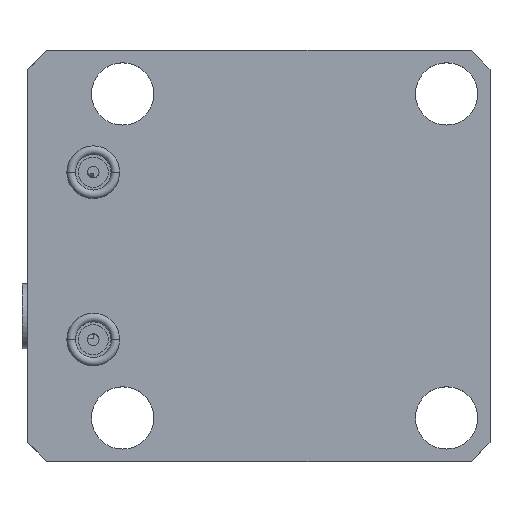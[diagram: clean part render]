
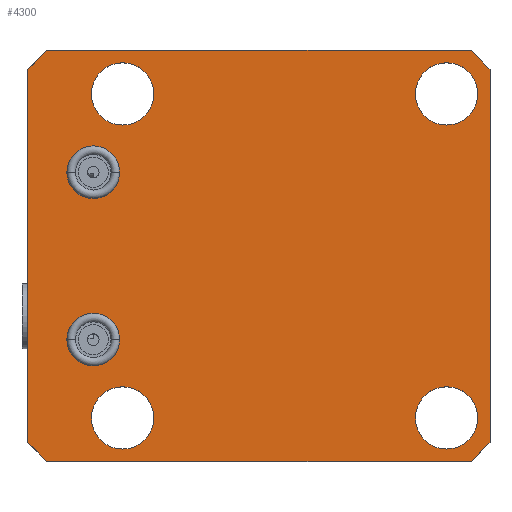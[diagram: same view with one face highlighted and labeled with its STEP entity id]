
A CAD part, top view. The second image highlights one B-rep face of the part: STEP entity #4300.
In plain terms, the highlighted planar face has unit normal (0, 0, 1).
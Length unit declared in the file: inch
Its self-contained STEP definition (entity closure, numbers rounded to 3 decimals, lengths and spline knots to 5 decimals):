
#1493=CARTESIAN_POINT('',(1.38,-1.38,0.985));
#1494=DIRECTION('',(0.,0.,-1.));
#1495=DIRECTION('',(1.,0.,0.));
#1496=AXIS2_PLACEMENT_3D('',#1493,#1494,#1495);
#1501=CARTESIAN_POINT('',(1.38,-1.38,0.985));
#1502=DIRECTION('',(0.,0.,-1.));
#1503=DIRECTION('',(-1.,0.,0.));
#1504=AXIS2_PLACEMENT_3D('',#1501,#1502,#1503);
#1509=CARTESIAN_POINT('',(1.38,1.38,0.985));
#1510=DIRECTION('',(0.,0.,-1.));
#1511=DIRECTION('',(1.,0.,0.));
#1512=AXIS2_PLACEMENT_3D('',#1509,#1510,#1511);
#1517=CARTESIAN_POINT('',(1.38,1.38,0.985));
#1518=DIRECTION('',(0.,0.,-1.));
#1519=DIRECTION('',(-1.,0.,0.));
#1520=AXIS2_PLACEMENT_3D('',#1517,#1518,#1519);
#1525=CARTESIAN_POINT('',(-1.38,-1.38,0.985));
#1526=DIRECTION('',(0.,0.,-1.));
#1527=DIRECTION('',(1.,0.,0.));
#1528=AXIS2_PLACEMENT_3D('',#1525,#1526,#1527);
#1533=CARTESIAN_POINT('',(-1.38,-1.38,0.985));
#1534=DIRECTION('',(0.,0.,-1.));
#1535=DIRECTION('',(-1.,0.,0.));
#1536=AXIS2_PLACEMENT_3D('',#1533,#1534,#1535);
#1541=CARTESIAN_POINT('',(-1.38,1.38,0.985));
#1542=DIRECTION('',(0.,0.,-1.));
#1543=DIRECTION('',(1.,0.,0.));
#1544=AXIS2_PLACEMENT_3D('',#1541,#1542,#1543);
#1549=CARTESIAN_POINT('',(-1.38,1.38,0.985));
#1550=DIRECTION('',(0.,0.,-1.));
#1551=DIRECTION('',(-1.,0.,0.));
#1552=AXIS2_PLACEMENT_3D('',#1549,#1550,#1551);
#1557=CARTESIAN_POINT('',(-1.63,-0.713,0.985));
#1558=DIRECTION('',(0.,0.,1.));
#1559=DIRECTION('',(-1.,0.,0.));
#1560=AXIS2_PLACEMENT_3D('',#1557,#1558,#1559);
#1565=CARTESIAN_POINT('',(-1.63,-0.713,0.985));
#1566=DIRECTION('',(0.,0.,1.));
#1567=DIRECTION('',(1.,0.,0.));
#1568=AXIS2_PLACEMENT_3D('',#1565,#1566,#1567);
#1573=CARTESIAN_POINT('',(-1.63,0.713,0.985));
#1574=DIRECTION('',(0.,0.,1.));
#1575=DIRECTION('',(-1.,0.,0.));
#1576=AXIS2_PLACEMENT_3D('',#1573,#1574,#1575);
#1581=CARTESIAN_POINT('',(-1.63,0.713,0.985));
#1582=DIRECTION('',(0.,0.,1.));
#1583=DIRECTION('',(1.,0.,0.));
#1584=AXIS2_PLACEMENT_3D('',#1581,#1582,#1583);
#1589=DIRECTION('',(0.,-1.,0.));
#1590=VECTOR('',#1589,3.18);
#1591=CARTESIAN_POINT('',(-2.187,1.59,0.985));
#1592=LINE('',#1591,#1590);
#1596=DIRECTION('',(-0.707,-0.707,0.));
#1597=VECTOR('',#1596,0.22627);
#1598=CARTESIAN_POINT('',(-2.027,1.75,0.985));
#1599=LINE('',#1598,#1597);
#1603=DIRECTION('',(-1.,0.,0.));
#1604=VECTOR('',#1603,3.617);
#1605=CARTESIAN_POINT('',(1.59,1.75,0.985));
#1606=LINE('',#1605,#1604);
#1610=DIRECTION('',(-0.707,0.707,0.));
#1611=VECTOR('',#1610,0.22627);
#1612=CARTESIAN_POINT('',(1.75,1.59,0.985));
#1613=LINE('',#1612,#1611);
#1617=DIRECTION('',(0.,1.,0.));
#1618=VECTOR('',#1617,3.18);
#1619=CARTESIAN_POINT('',(1.75,-1.59,0.985));
#1620=LINE('',#1619,#1618);
#1624=DIRECTION('',(0.707,0.707,0.));
#1625=VECTOR('',#1624,0.22627);
#1626=CARTESIAN_POINT('',(1.59,-1.75,0.985));
#1627=LINE('',#1626,#1625);
#1631=DIRECTION('',(1.,0.,0.));
#1632=VECTOR('',#1631,3.617);
#1633=CARTESIAN_POINT('',(-2.027,-1.75,0.985));
#1634=LINE('',#1633,#1632);
#1638=DIRECTION('',(0.707,-0.707,0.));
#1639=VECTOR('',#1638,0.22627);
#1640=CARTESIAN_POINT('',(-2.187,-1.59,0.985));
#1641=LINE('',#1640,#1639);
#2547=CARTESIAN_POINT('',(-2.187,1.59,0.985));
#2548=CARTESIAN_POINT('',(-2.187,-1.59,0.985));
#2549=VERTEX_POINT('',#2547);
#2550=VERTEX_POINT('',#2548);
#2551=CARTESIAN_POINT('',(-2.027,-1.75,0.985));
#2552=CARTESIAN_POINT('',(1.59,-1.75,0.985));
#2553=VERTEX_POINT('',#2551);
#2554=VERTEX_POINT('',#2552);
#2555=CARTESIAN_POINT('',(1.75,-1.59,0.985));
#2556=CARTESIAN_POINT('',(1.75,1.59,0.985));
#2557=VERTEX_POINT('',#2555);
#2558=VERTEX_POINT('',#2556);
#2559=CARTESIAN_POINT('',(1.59,1.75,0.985));
#2560=CARTESIAN_POINT('',(-2.027,1.75,0.985));
#2561=VERTEX_POINT('',#2559);
#2562=VERTEX_POINT('',#2560);
#2587=CARTESIAN_POINT('',(1.6455,-1.38,0.985));
#2588=CARTESIAN_POINT('',(1.1145,-1.38,0.985));
#2589=VERTEX_POINT('',#2587);
#2590=VERTEX_POINT('',#2588);
#2651=CARTESIAN_POINT('',(-1.8545,-0.713,0.985));
#2652=CARTESIAN_POINT('',(-1.4055,-0.713,0.985));
#2653=VERTEX_POINT('',#2651);
#2654=VERTEX_POINT('',#2652);
#2655=CARTESIAN_POINT('',(-1.8545,0.713,0.985));
#2656=CARTESIAN_POINT('',(-1.4055,0.713,0.985));
#2657=VERTEX_POINT('',#2655);
#2658=VERTEX_POINT('',#2656);
#2742=CARTESIAN_POINT('',(1.6455,1.38,0.985));
#2743=CARTESIAN_POINT('',(1.1145,1.38,0.985));
#2744=VERTEX_POINT('',#2742);
#2745=VERTEX_POINT('',#2743);
#2746=CARTESIAN_POINT('',(-1.1145,-1.38,0.985));
#2747=CARTESIAN_POINT('',(-1.6455,-1.38,0.985));
#2748=VERTEX_POINT('',#2746);
#2749=VERTEX_POINT('',#2747);
#2750=CARTESIAN_POINT('',(-1.1145,1.38,0.985));
#2751=CARTESIAN_POINT('',(-1.6455,1.38,0.985));
#2752=VERTEX_POINT('',#2750);
#2753=VERTEX_POINT('',#2751);
#4245=CARTESIAN_POINT('',(0.,0.,0.985));
#4246=DIRECTION('',(0.,0.,1.));
#4247=DIRECTION('',(1.,0.,0.));
#4248=AXIS2_PLACEMENT_3D('',#4245,#4246,#4247);
#4249=PLANE('',#4248);
#4250=ORIENTED_EDGE('',*,*,#3735,.F.);
#4252=ORIENTED_EDGE('',*,*,#4251,.F.);
#4254=ORIENTED_EDGE('',*,*,#4253,.F.);
#4256=ORIENTED_EDGE('',*,*,#4255,.F.);
#4258=ORIENTED_EDGE('',*,*,#4257,.F.);
#4260=ORIENTED_EDGE('',*,*,#4259,.F.);
#4262=ORIENTED_EDGE('',*,*,#4261,.F.);
#4263=ORIENTED_EDGE('',*,*,#3720,.F.);
#4264=EDGE_LOOP('',(#4250,#4252,#4254,#4256,#4258,#4260,#4262,#4263));
#4265=FACE_OUTER_BOUND('',#4264,.F.);
#4267=ORIENTED_EDGE('',*,*,#4266,.F.);
#4269=ORIENTED_EDGE('',*,*,#4268,.F.);
#4270=EDGE_LOOP('',(#4267,#4269));
#4271=FACE_BOUND('',#4270,.F.);
#4273=ORIENTED_EDGE('',*,*,#4272,.F.);
#4275=ORIENTED_EDGE('',*,*,#4274,.F.);
#4276=EDGE_LOOP('',(#4273,#4275));
#4277=FACE_BOUND('',#4276,.F.);
#4279=ORIENTED_EDGE('',*,*,#4278,.F.);
#4281=ORIENTED_EDGE('',*,*,#4280,.F.);
#4282=EDGE_LOOP('',(#4279,#4281));
#4283=FACE_BOUND('',#4282,.F.);
#4285=ORIENTED_EDGE('',*,*,#4284,.F.);
#4287=ORIENTED_EDGE('',*,*,#4286,.F.);
#4288=EDGE_LOOP('',(#4285,#4287));
#4289=FACE_BOUND('',#4288,.F.);
#4290=ORIENTED_EDGE('',*,*,#4103,.T.);
#4291=ORIENTED_EDGE('',*,*,#4136,.T.);
#4292=EDGE_LOOP('',(#4290,#4291));
#4293=FACE_BOUND('',#4292,.F.);
#4295=ORIENTED_EDGE('',*,*,#4294,.T.);
#4297=ORIENTED_EDGE('',*,*,#4296,.T.);
#4298=EDGE_LOOP('',(#4295,#4297));
#4299=FACE_BOUND('',#4298,.F.);
#4300=ADVANCED_FACE('',(#4265,#4271,#4277,#4283,#4289,#4293,#4299),#4249,.T.);
#1497=CIRCLE('',#1496,0.2655);
#1505=CIRCLE('',#1504,0.2655);
#1513=CIRCLE('',#1512,0.2655);
#1521=CIRCLE('',#1520,0.2655);
#1529=CIRCLE('',#1528,0.2655);
#1537=CIRCLE('',#1536,0.2655);
#1545=CIRCLE('',#1544,0.2655);
#1553=CIRCLE('',#1552,0.2655);
#1561=CIRCLE('',#1560,0.2245);
#1569=CIRCLE('',#1568,0.2245);
#1577=CIRCLE('',#1576,0.2245);
#1585=CIRCLE('',#1584,0.2245);
#3720=EDGE_CURVE('',#2550,#2553,#1641,.T.);
#3735=EDGE_CURVE('',#2549,#2550,#1592,.T.);
#4103=EDGE_CURVE('',#2653,#2654,#1561,.T.);
#4136=EDGE_CURVE('',#2654,#2653,#1569,.T.);
#4251=EDGE_CURVE('',#2562,#2549,#1599,.T.);
#4253=EDGE_CURVE('',#2561,#2562,#1606,.T.);
#4255=EDGE_CURVE('',#2558,#2561,#1613,.T.);
#4257=EDGE_CURVE('',#2557,#2558,#1620,.T.);
#4259=EDGE_CURVE('',#2554,#2557,#1627,.T.);
#4261=EDGE_CURVE('',#2553,#2554,#1634,.T.);
#4266=EDGE_CURVE('',#2589,#2590,#1497,.T.);
#4268=EDGE_CURVE('',#2590,#2589,#1505,.T.);
#4272=EDGE_CURVE('',#2744,#2745,#1513,.T.);
#4274=EDGE_CURVE('',#2745,#2744,#1521,.T.);
#4278=EDGE_CURVE('',#2748,#2749,#1529,.T.);
#4280=EDGE_CURVE('',#2749,#2748,#1537,.T.);
#4284=EDGE_CURVE('',#2752,#2753,#1545,.T.);
#4286=EDGE_CURVE('',#2753,#2752,#1553,.T.);
#4294=EDGE_CURVE('',#2657,#2658,#1577,.T.);
#4296=EDGE_CURVE('',#2658,#2657,#1585,.T.);
